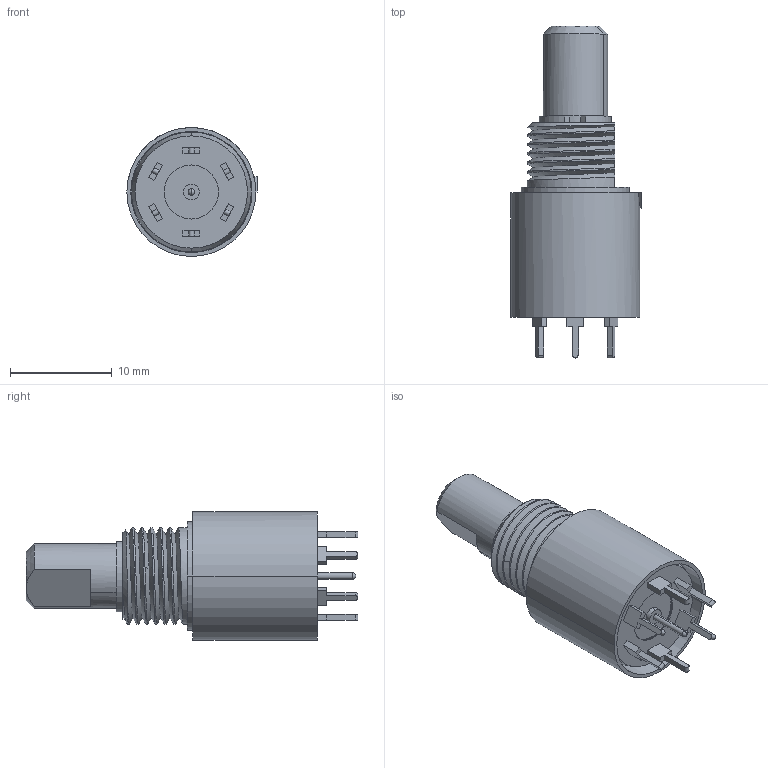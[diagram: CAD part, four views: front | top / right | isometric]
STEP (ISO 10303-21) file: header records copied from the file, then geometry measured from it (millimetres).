
FILE_DESCRIPTION((''),'2;1');
FILE_NAME('50KP60-01-1-XX_SW0001','2011-04-01T',('Administrator'),(''),'PRO/ENGINEER BY PARAMETRIC TECHNOLOGY CORPORATION, 2006200','PRO/ENGINEER BY PARAMETRIC TECHNOLOGY CORPORATION, 2006200','');
FILE_SCHEMA(('CONFIG_CONTROL_DESIGN'));
Length unit declared in the file: inch
Products named in the file (1): 50KP60-01-1-XX_SW0001
Bounding box: 12.83 x 32.69 x 12.7 mm (x, y, z)
Volume: 1275 mm3; surface area: 2644.6 mm2
Topology: 3 solids, 4 shells, 523 faces, 1426 edges, 941 vertices
Faces by surface type: plane 409, cylinder 74, cone 18, bspline 16, torus 4, sphere 2
Entity records: 22542 total; most frequent: CARTESIAN_POINT 5412, ORIENTED_EDGE 2848, DIRECTION 2547, EDGE_CURVE 1424, VECTOR 1173, LINE 1173, VERTEX_POINT 941, AXIS2_PLACEMENT_3D 687
